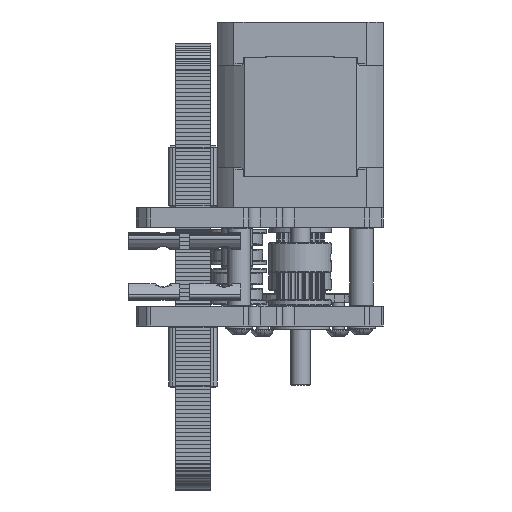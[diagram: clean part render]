
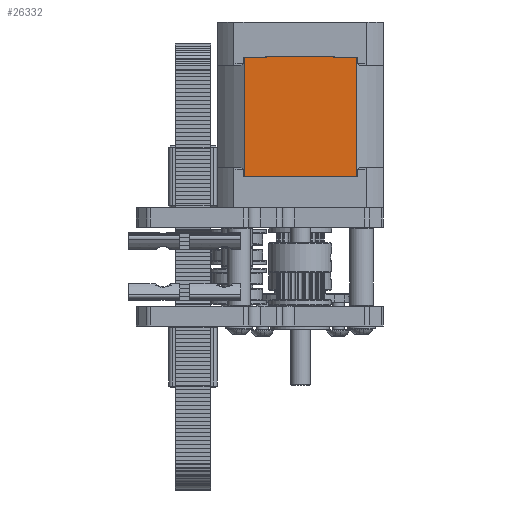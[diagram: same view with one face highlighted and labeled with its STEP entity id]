
A CAD part, left-side view. The second image highlights one B-rep face of the part: STEP entity #26332.
In plain terms, the highlighted planar face has unit normal (-1, 0, 0).
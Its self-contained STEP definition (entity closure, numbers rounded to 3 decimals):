
#1718=PLANE('',#28792);
#3366=FACE_OUTER_BOUND('',#4845,.T.);
#4845=EDGE_LOOP('',(#24608,#24609,#24610,#24611,#24612,#24613,#24614,#24615,
#24616,#24617,#24618,#24619));
#7502=LINE('',#44828,#10324);
#7505=LINE('',#44839,#10327);
#7507=LINE('',#44848,#10329);
#7509=LINE('',#44852,#10331);
#7511=LINE('',#44855,#10333);
#7710=LINE('',#45529,#10532);
#7712=LINE('',#45536,#10534);
#7713=LINE('',#45538,#10535);
#7714=LINE('',#45540,#10536);
#7715=LINE('',#45542,#10537);
#7716=LINE('',#45544,#10538);
#7717=LINE('',#45545,#10539);
#10324=VECTOR('',#35296,30.2);
#10327=VECTOR('',#35305,0.1);
#10329=VECTOR('',#35313,0.1);
#10331=VECTOR('',#35319,5.724);
#10333=VECTOR('',#35323,5.724);
#10532=VECTOR('',#35978,17.012);
#10534=VECTOR('',#35986,0.1);
#10535=VECTOR('',#35987,5.724);
#10536=VECTOR('',#35988,30.2);
#10537=VECTOR('',#35989,5.724);
#10538=VECTOR('',#35990,0.1);
#10539=VECTOR('',#35991,17.012);
#13502=VERTEX_POINT('',#44825);
#13503=VERTEX_POINT('',#44827);
#13507=VERTEX_POINT('',#44836);
#13508=VERTEX_POINT('',#44838);
#13511=VERTEX_POINT('',#44845);
#13512=VERTEX_POINT('',#44847);
#13729=VERTEX_POINT('',#45527);
#13731=VERTEX_POINT('',#45535);
#13732=VERTEX_POINT('',#45537);
#13733=VERTEX_POINT('',#45539);
#13734=VERTEX_POINT('',#45541);
#13735=VERTEX_POINT('',#45543);
#17047=EDGE_CURVE('',#13503,#13502,#7502,.T.);
#17052=EDGE_CURVE('',#13508,#13507,#7505,.T.);
#17056=EDGE_CURVE('',#13512,#13511,#7507,.T.);
#17059=EDGE_CURVE('',#13502,#13512,#7509,.T.);
#17061=EDGE_CURVE('',#13507,#13503,#7511,.T.);
#17382=EDGE_CURVE('',#13511,#13729,#7710,.T.);
#17385=EDGE_CURVE('',#13729,#13731,#7712,.T.);
#17386=EDGE_CURVE('',#13732,#13731,#7713,.T.);
#17387=EDGE_CURVE('',#13733,#13732,#7714,.T.);
#17388=EDGE_CURVE('',#13734,#13733,#7715,.T.);
#17389=EDGE_CURVE('',#13734,#13735,#7716,.T.);
#17390=EDGE_CURVE('',#13735,#13508,#7717,.T.);
#24608=ORIENTED_EDGE('',*,*,#17382,.T.);
#24609=ORIENTED_EDGE('',*,*,#17385,.T.);
#24610=ORIENTED_EDGE('',*,*,#17386,.F.);
#24611=ORIENTED_EDGE('',*,*,#17387,.F.);
#24612=ORIENTED_EDGE('',*,*,#17388,.F.);
#24613=ORIENTED_EDGE('',*,*,#17389,.T.);
#24614=ORIENTED_EDGE('',*,*,#17390,.T.);
#24615=ORIENTED_EDGE('',*,*,#17052,.T.);
#24616=ORIENTED_EDGE('',*,*,#17061,.T.);
#24617=ORIENTED_EDGE('',*,*,#17047,.T.);
#24618=ORIENTED_EDGE('',*,*,#17059,.T.);
#24619=ORIENTED_EDGE('',*,*,#17056,.T.);
#26332=ADVANCED_FACE('',(#3366),#1718,.T.);
#28792=AXIS2_PLACEMENT_3D('',#45534,#35984,#35985);
#35296=DIRECTION('',(0.,0.,-1.));
#35305=DIRECTION('',(0.,0.,-1.));
#35313=DIRECTION('',(0.,0.,-1.));
#35319=DIRECTION('',(0.,-1.,0.));
#35323=DIRECTION('',(0.,1.,0.));
#35978=DIRECTION('',(0.,-1.,0.));
#35984=DIRECTION('center_axis',(-1.,0.,0.));
#35985=DIRECTION('ref_axis',(0.,0.,1.));
#35986=DIRECTION('',(0.,0.,1.));
#35987=DIRECTION('',(0.,1.,0.));
#35988=DIRECTION('',(0.,0.,-1.));
#35989=DIRECTION('',(0.,-1.,0.));
#35990=DIRECTION('',(0.,0.,1.));
#35991=DIRECTION('',(0.,1.,0.));
#44825=CARTESIAN_POINT('',(-21.1,14.23,-19.54));
#44827=CARTESIAN_POINT('',(-21.1,14.23,10.66));
#44828=CARTESIAN_POINT('',(-21.1,14.23,10.66));
#44836=CARTESIAN_POINT('',(-21.1,8.506,10.66));
#44838=CARTESIAN_POINT('',(-21.1,8.506,10.76));
#44839=CARTESIAN_POINT('',(-21.1,8.506,10.76));
#44845=CARTESIAN_POINT('',(-21.1,8.506,-19.64));
#44847=CARTESIAN_POINT('',(-21.1,8.506,-19.54));
#44848=CARTESIAN_POINT('',(-21.1,8.506,-19.54));
#44852=CARTESIAN_POINT('',(-21.1,14.23,-19.54));
#44855=CARTESIAN_POINT('',(-21.1,8.506,10.66));
#45527=CARTESIAN_POINT('',(-21.1,-8.506,-19.64));
#45529=CARTESIAN_POINT('',(-21.1,8.506,-19.64));
#45534=CARTESIAN_POINT('Origin',(-21.1,-14.231,-19.641));
#45535=CARTESIAN_POINT('',(-21.1,-8.506,-19.54));
#45536=CARTESIAN_POINT('',(-21.1,-8.506,-19.64));
#45537=CARTESIAN_POINT('',(-21.1,-14.23,-19.54));
#45538=CARTESIAN_POINT('',(-21.1,-14.23,-19.54));
#45539=CARTESIAN_POINT('',(-21.1,-14.23,10.66));
#45540=CARTESIAN_POINT('',(-21.1,-14.23,10.66));
#45541=CARTESIAN_POINT('',(-21.1,-8.506,10.66));
#45542=CARTESIAN_POINT('',(-21.1,-8.506,10.66));
#45543=CARTESIAN_POINT('',(-21.1,-8.506,10.76));
#45544=CARTESIAN_POINT('',(-21.1,-8.506,10.66));
#45545=CARTESIAN_POINT('',(-21.1,-8.506,10.76));
